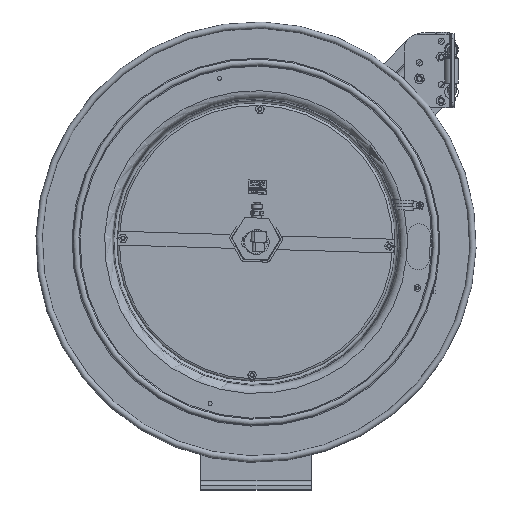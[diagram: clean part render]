
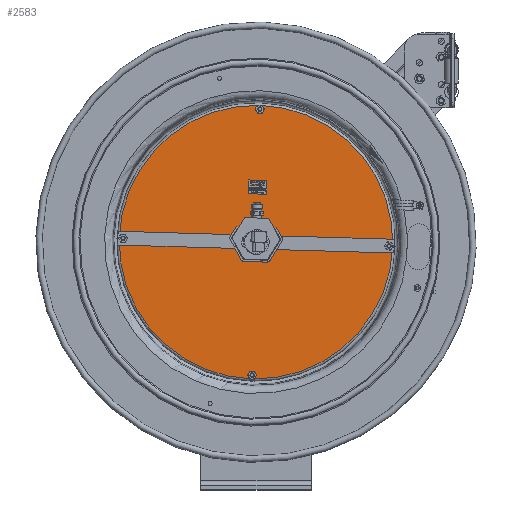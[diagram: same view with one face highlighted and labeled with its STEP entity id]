
A CAD part, top view. The second image highlights one B-rep face of the part: STEP entity #2583.
In plain terms, the highlighted planar face has unit normal (0, 0, 1).
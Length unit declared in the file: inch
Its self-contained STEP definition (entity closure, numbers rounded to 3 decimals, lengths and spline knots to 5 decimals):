
#2508=CARTESIAN_POINT('',(-7.4519,0.20497,4.685));
#2509=VERTEX_POINT('',#2508);
#2510=CARTESIAN_POINT('',(0.,-0.01,4.685));
#2511=DIRECTION('',(0.,0.,-1.0));
#2512=DIRECTION('',(1.,-0.029,0.));
#2513=AXIS2_PLACEMENT_3D('',#2510,#2511,#2512);
#2514=CIRCLE('',#2513,7.455);
#2515=EDGE_CURVE('',#2509,#2509,#2514,.T.);
#2520=CARTESIAN_POINT('',(0.,-0.01,4.685));
#2521=DIRECTION('',(0.0,0.0,1.0));
#2522=DIRECTION('',(1.,-0.029,0.0));
#2523=AXIS2_PLACEMENT_3D('',#2520,#2521,#2522);
#2524=PLANE('',#2523);
#2525=ORIENTED_EDGE('',*,*,#2515,.F.);
#2526=EDGE_LOOP('',(#2525));
#2527=FACE_OUTER_BOUND('',#2526,.T.);
#2528=CARTESIAN_POINT('',(-7.10704,0.19502,4.685));
#2529=VERTEX_POINT('',#2528);
#2530=CARTESIAN_POINT('',(-7.24699,0.19906,4.685));
#2531=DIRECTION('',(0.,0.,-1.0));
#2532=DIRECTION('',(1.,-0.029,0.));
#2533=AXIS2_PLACEMENT_3D('',#2530,#2531,#2532);
#2534=CIRCLE('',#2533,0.14);
#2535=EDGE_CURVE('',#2529,#2529,#2534,.T.);
#2536=ORIENTED_EDGE('',*,*,#2535,.T.);
#2537=EDGE_LOOP('',(#2536));
#2538=FACE_BOUND('',#2537,.T.);
#2539=CARTESIAN_POINT('',(0.349,7.23295,4.685));
#2540=VERTEX_POINT('',#2539);
#2541=CARTESIAN_POINT('',(0.20906,7.23699,4.685));
#2542=DIRECTION('',(0.,0.,-1.0));
#2543=DIRECTION('',(1.,-0.029,0.));
#2544=AXIS2_PLACEMENT_3D('',#2541,#2542,#2543);
#2545=CIRCLE('',#2544,0.14);
#2546=EDGE_CURVE('',#2540,#2540,#2545,.T.);
#2547=ORIENTED_EDGE('',*,*,#2546,.T.);
#2548=EDGE_LOOP('',(#2547));
#2549=FACE_BOUND('',#2548,.T.);
#2550=CARTESIAN_POINT('',(-0.06912,-7.26102,4.685));
#2551=VERTEX_POINT('',#2550);
#2552=CARTESIAN_POINT('',(-0.20906,-7.25699,4.685));
#2553=DIRECTION('',(0.,0.,-1.0));
#2554=DIRECTION('',(1.,-0.029,0.));
#2555=AXIS2_PLACEMENT_3D('',#2552,#2553,#2554);
#2556=CIRCLE('',#2555,0.14);
#2557=EDGE_CURVE('',#2551,#2551,#2556,.T.);
#2558=ORIENTED_EDGE('',*,*,#2557,.T.);
#2559=EDGE_LOOP('',(#2558));
#2560=FACE_BOUND('',#2559,.T.);
#2561=CARTESIAN_POINT('',(7.38693,-0.2231,4.685));
#2562=VERTEX_POINT('',#2561);
#2563=CARTESIAN_POINT('',(7.24699,-0.21906,4.685));
#2564=DIRECTION('',(0.,0.,-1.0));
#2565=DIRECTION('',(1.,-0.029,0.));
#2566=AXIS2_PLACEMENT_3D('',#2563,#2564,#2565);
#2567=CIRCLE('',#2566,0.14);
#2568=EDGE_CURVE('',#2562,#2562,#2567,.T.);
#2569=ORIENTED_EDGE('',*,*,#2568,.T.);
#2570=EDGE_LOOP('',(#2569));
#2571=FACE_BOUND('',#2570,.T.);
#2572=CARTESIAN_POINT('',(0.65473,-0.02889,4.685));
#2573=VERTEX_POINT('',#2572);
#2574=CARTESIAN_POINT('',(0.,-0.01,4.685));
#2575=DIRECTION('',(0.,0.,-1.0));
#2576=DIRECTION('',(-1.,0.029,0.));
#2577=AXIS2_PLACEMENT_3D('',#2574,#2575,#2576);
#2578=CIRCLE('',#2577,0.655);
#2579=EDGE_CURVE('',#2573,#2573,#2578,.T.);
#2580=ORIENTED_EDGE('',*,*,#2579,.T.);
#2581=EDGE_LOOP('',(#2580));
#2582=FACE_BOUND('',#2581,.T.);
#2583=ADVANCED_FACE('',(#2527,#2538,#2549,#2560,#2571,#2582),#2524,.T.);
